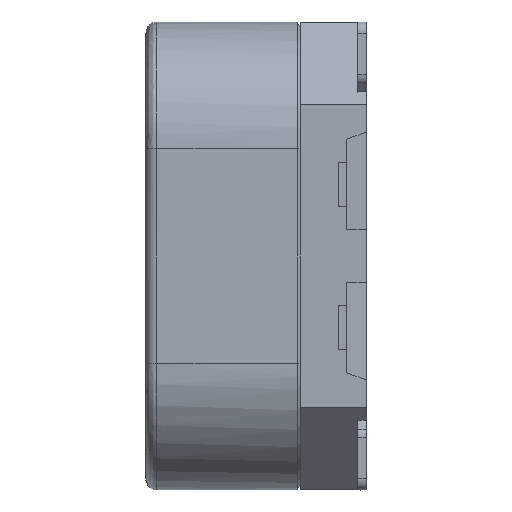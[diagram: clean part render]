
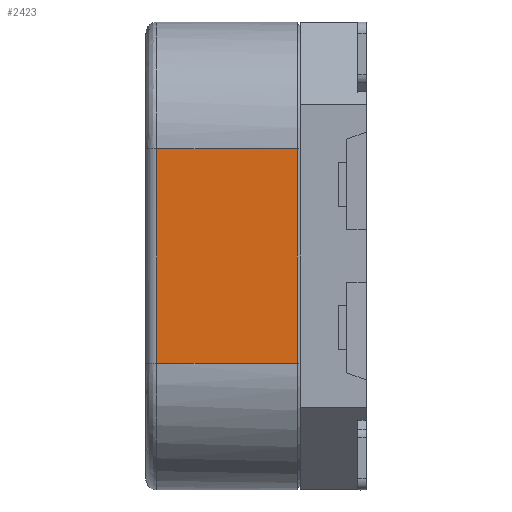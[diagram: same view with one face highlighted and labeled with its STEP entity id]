
A CAD part, left-side view. The second image highlights one B-rep face of the part: STEP entity #2423.
In plain terms, the highlighted free-form (B-spline) face has degree [1, 1] with [2, 2] control points.
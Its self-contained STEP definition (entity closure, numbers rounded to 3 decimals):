
#1932=CARTESIAN_POINT('',(13.092,3.8,3.25));
#1933=VERTEX_POINT('',#1932);
#2044=CARTESIAN_POINT('',(13.092,3.8,7.15));
#2045=VERTEX_POINT('',#2044);
#2118=CARTESIAN_POINT('',(13.092,3.8,7.15));
#2119=CARTESIAN_POINT('',(13.092,3.8,3.25));
#2120=QUASI_UNIFORM_CURVE('',1,(#2118,#2119),.UNSPECIFIED.,.F.,.U.);
#2121=EDGE_CURVE('',#2045,#1933,#2120,.T.);
#2232=CARTESIAN_POINT('',(13.092,1.25,7.15));
#2233=VERTEX_POINT('',#2232);
#2249=CARTESIAN_POINT('',(13.092,1.25,3.25));
#2250=VERTEX_POINT('',#2249);
#2251=CARTESIAN_POINT('',(13.092,1.25,3.25));
#2252=CARTESIAN_POINT('',(13.092,1.25,7.15));
#2253=QUASI_UNIFORM_CURVE('',1,(#2251,#2252),.UNSPECIFIED.,.F.,.U.);
#2254=EDGE_CURVE('',#2250,#2233,#2253,.T.);
#2360=CARTESIAN_POINT('',(13.092,1.25,7.15));
#2361=CARTESIAN_POINT('',(13.092,3.8,7.15));
#2362=QUASI_UNIFORM_CURVE('',1,(#2360,#2361),.UNSPECIFIED.,.F.,.U.);
#2363=EDGE_CURVE('',#2233,#2045,#2362,.T.);
#2408=CARTESIAN_POINT('',(13.092,4.055,7.54));
#2409=CARTESIAN_POINT('',(13.092,4.055,2.86));
#2410=CARTESIAN_POINT('',(13.092,0.995,7.54));
#2411=CARTESIAN_POINT('',(13.092,0.995,2.86));
#2412=B_SPLINE_SURFACE_WITH_KNOTS('',1,1,((#2408,#2410),(#2409,#2411)),.UNSPECIFIED.,.F.,.F.,.U.,(2,2),(2,2),(0.0,4.68),(0.0,3.06),.UNSPECIFIED.);
#2413=ORIENTED_EDGE('',*,*,#2363,.T.);
#2414=ORIENTED_EDGE('',*,*,#2121,.T.);
#2415=CARTESIAN_POINT('',(13.092,1.25,3.25));
#2416=CARTESIAN_POINT('',(13.092,3.8,3.25));
#2417=QUASI_UNIFORM_CURVE('',1,(#2415,#2416),.UNSPECIFIED.,.F.,.U.);
#2418=EDGE_CURVE('',#2250,#1933,#2417,.T.);
#2419=ORIENTED_EDGE('',*,*,#2418,.F.);
#2420=ORIENTED_EDGE('',*,*,#2254,.T.);
#2421=EDGE_LOOP('',(#2413,#2414,#2419,#2420));
#2422=FACE_OUTER_BOUND('',#2421,.T.);
#2423=ADVANCED_FACE('MLT-CASE',(#2422),#2412,.T.);
